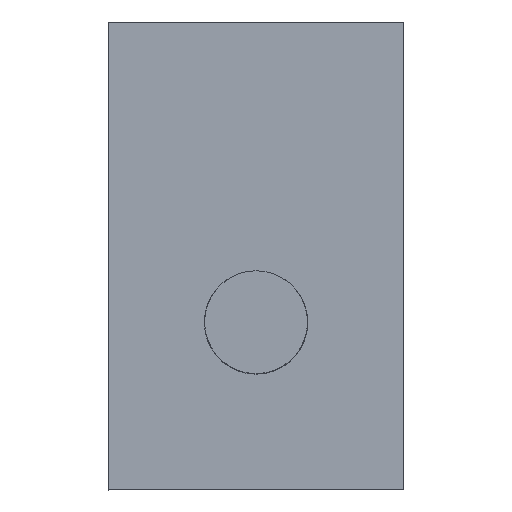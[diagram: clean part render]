
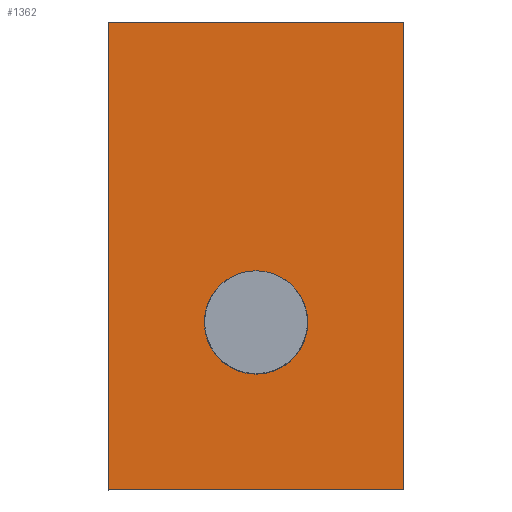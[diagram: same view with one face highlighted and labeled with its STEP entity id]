
A CAD part, top view. The second image highlights one B-rep face of the part: STEP entity #1362.
In plain terms, the highlighted planar face has unit normal (0, 0, 1).
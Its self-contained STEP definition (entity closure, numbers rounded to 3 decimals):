
#32 = DIRECTION ( 'NONE',  ( 0., -1., 0. ) ) ;
#228 = PLANE ( 'NONE',  #5550 ) ;
#295 = ORIENTED_EDGE ( 'NONE', *, *, #2429, .F. ) ;
#363 = EDGE_CURVE ( 'NONE', #5185, #2737, #2962, .T. ) ;
#534 = CARTESIAN_POINT ( 'NONE',  ( 60., 0., 2. ) ) ;
#571 = VERTEX_POINT ( 'NONE', #1386 ) ;
#792 = CARTESIAN_POINT ( 'NONE',  ( 0., -27., 2. ) ) ;
#794 = DIRECTION ( 'NONE',  ( -1., 0., 0. ) ) ;
#868 = DIRECTION ( 'NONE',  ( 0., 0., 1. ) ) ;
#917 = VECTOR ( 'NONE', #794, 1000. ) ;
#960 = CARTESIAN_POINT ( 'NONE',  ( -60., 0., 2. ) ) ;
#1098 = CARTESIAN_POINT ( 'NONE',  ( 0., 95., 2. ) ) ;
#1103 = CIRCLE ( 'NONE', #1533, 21. ) ;
#1123 = FACE_BOUND ( 'NONE', #3442, .T. ) ;
#1232 = CARTESIAN_POINT ( 'NONE',  ( 21., -27., 2. ) ) ;
#1362 = ADVANCED_FACE ( 'NONE', ( #1123, #5823 ), #228, .T. ) ;
#1386 = CARTESIAN_POINT ( 'NONE',  ( 60., 95., 2. ) ) ;
#1469 = VERTEX_POINT ( 'NONE', #1232 ) ;
#1533 = AXIS2_PLACEMENT_3D ( 'NONE', #3963, #868, #4424 ) ;
#1535 = DIRECTION ( 'NONE',  ( 0., -1., 0. ) ) ;
#1714 = ORIENTED_EDGE ( 'NONE', *, *, #363, .F. ) ;
#1758 = LINE ( 'NONE', #1098, #5239 ) ;
#1999 = VERTEX_POINT ( 'NONE', #4335 ) ;
#2220 = DIRECTION ( 'NONE',  ( 0., 0., 1. ) ) ;
#2228 = CIRCLE ( 'NONE', #4553, 21. ) ;
#2320 = DIRECTION ( 'NONE',  ( -1., 0., 0. ) ) ;
#2429 = EDGE_CURVE ( 'NONE', #5214, #1469, #1103, .T. ) ;
#2468 = EDGE_CURVE ( 'NONE', #1469, #5214, #2228, .T. ) ;
#2480 = DIRECTION ( 'NONE',  ( 0., 0., 1. ) ) ;
#2566 = ORIENTED_EDGE ( 'NONE', *, *, #2617, .T. ) ;
#2617 = EDGE_CURVE ( 'NONE', #1999, #2737, #4292, .T. ) ;
#2686 = DIRECTION ( 'NONE',  ( 1., 0., 0. ) ) ;
#2737 = VERTEX_POINT ( 'NONE', #3216 ) ;
#2945 = DIRECTION ( 'NONE',  ( 1., 0., 0. ) ) ;
#2962 = LINE ( 'NONE', #5328, #917 ) ;
#3149 = ORIENTED_EDGE ( 'NONE', *, *, #2468, .F. ) ;
#3216 = CARTESIAN_POINT ( 'NONE',  ( -60., -95., 2. ) ) ;
#3220 = ORIENTED_EDGE ( 'NONE', *, *, #3896, .F. ) ;
#3366 = EDGE_CURVE ( 'NONE', #571, #1999, #1758, .T. ) ;
#3410 = CARTESIAN_POINT ( 'NONE',  ( 0., 0., 2. ) ) ;
#3442 = EDGE_LOOP ( 'NONE', ( #295, #3149 ) ) ;
#3896 = EDGE_CURVE ( 'NONE', #571, #5185, #4620, .T. ) ;
#3963 = CARTESIAN_POINT ( 'NONE',  ( 0., -27., 2. ) ) ;
#3976 = VECTOR ( 'NONE', #1535, 1000. ) ;
#4059 = CARTESIAN_POINT ( 'NONE',  ( -21., -27., 2. ) ) ;
#4292 = LINE ( 'NONE', #960, #4661 ) ;
#4335 = CARTESIAN_POINT ( 'NONE',  ( -60., 95., 2. ) ) ;
#4424 = DIRECTION ( 'NONE',  ( 1., 0., 0. ) ) ;
#4553 = AXIS2_PLACEMENT_3D ( 'NONE', #792, #2220, #2686 ) ;
#4620 = LINE ( 'NONE', #534, #3976 ) ;
#4661 = VECTOR ( 'NONE', #32, 1000. ) ;
#4936 = EDGE_LOOP ( 'NONE', ( #5894, #2566, #1714, #3220 ) ) ;
#5185 = VERTEX_POINT ( 'NONE', #5446 ) ;
#5214 = VERTEX_POINT ( 'NONE', #4059 ) ;
#5239 = VECTOR ( 'NONE', #2320, 1000. ) ;
#5328 = CARTESIAN_POINT ( 'NONE',  ( 0., -95., 2. ) ) ;
#5446 = CARTESIAN_POINT ( 'NONE',  ( 60., -95., 2. ) ) ;
#5550 = AXIS2_PLACEMENT_3D ( 'NONE', #3410, #2480, #2945 ) ;
#5823 = FACE_OUTER_BOUND ( 'NONE', #4936, .T. ) ;
#5894 = ORIENTED_EDGE ( 'NONE', *, *, #3366, .T. ) ;
